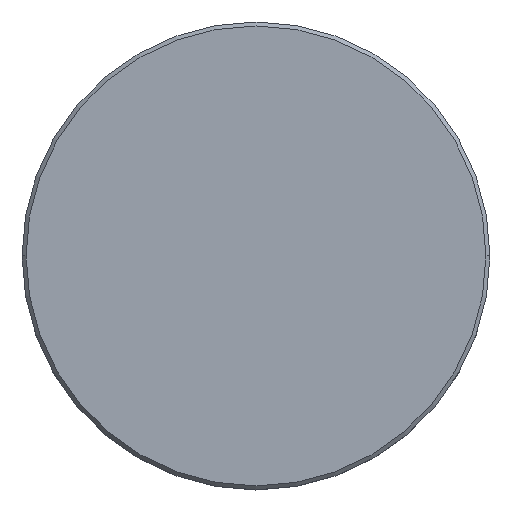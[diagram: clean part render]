
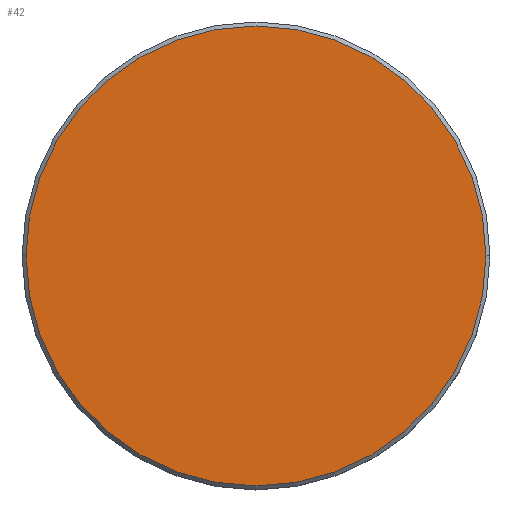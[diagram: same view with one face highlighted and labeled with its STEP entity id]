
A CAD part, top view. The second image highlights one B-rep face of the part: STEP entity #42.
In plain terms, the highlighted planar face has unit normal (0, 0, 1).
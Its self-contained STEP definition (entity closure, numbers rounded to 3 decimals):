
#42 = ADVANCED_FACE ( 'NONE', ( #464 ), #205, .T. ) ;
#57 = DIRECTION ( 'NONE',  ( 1., 0., 0. ) ) ;
#205 = PLANE ( 'NONE',  #340 ) ;
#236 = DIRECTION ( 'NONE',  ( 1., 0., 0. ) ) ;
#318 = CIRCLE ( 'NONE', #563, 29. ) ;
#340 = AXIS2_PLACEMENT_3D ( 'NONE', #385, #1095, #649 ) ;
#373 = CARTESIAN_POINT ( 'NONE',  ( 29., 0., 0. ) ) ;
#385 = CARTESIAN_POINT ( 'NONE',  ( 0., 0., 0. ) ) ;
#464 = FACE_OUTER_BOUND ( 'NONE', #726, .T. ) ;
#500 = ORIENTED_EDGE ( 'NONE', *, *, #970, .T. ) ;
#516 = CARTESIAN_POINT ( 'NONE',  ( 0., 0., 0. ) ) ;
#563 = AXIS2_PLACEMENT_3D ( 'NONE', #516, #1058, #236 ) ;
#649 = DIRECTION ( 'NONE',  ( 1., 0., 0. ) ) ;
#726 = EDGE_LOOP ( 'NONE', ( #500, #1132 ) ) ;
#857 = VERTEX_POINT ( 'NONE', #373 ) ;
#884 = AXIS2_PLACEMENT_3D ( 'NONE', #1140, #1159, #57 ) ;
#935 = CARTESIAN_POINT ( 'NONE',  ( -29., 0., 0. ) ) ;
#970 = EDGE_CURVE ( 'NONE', #1087, #857, #318, .T. ) ;
#986 = EDGE_CURVE ( 'NONE', #857, #1087, #1019, .T. ) ;
#1019 = CIRCLE ( 'NONE', #884, 29. ) ;
#1058 = DIRECTION ( 'NONE',  ( 0., 0., 1. ) ) ;
#1087 = VERTEX_POINT ( 'NONE', #935 ) ;
#1095 = DIRECTION ( 'NONE',  ( 0., 0., 1. ) ) ;
#1132 = ORIENTED_EDGE ( 'NONE', *, *, #986, .T. ) ;
#1140 = CARTESIAN_POINT ( 'NONE',  ( 0., 0., 0. ) ) ;
#1159 = DIRECTION ( 'NONE',  ( 0., 0., 1. ) ) ;
